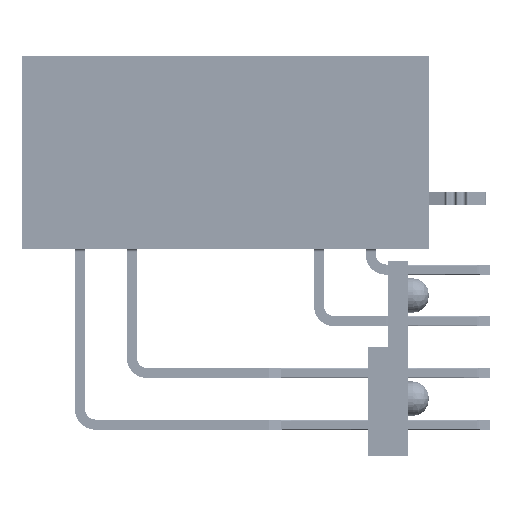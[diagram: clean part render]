
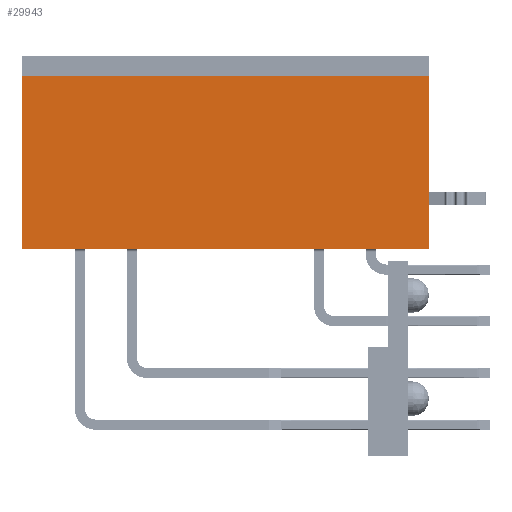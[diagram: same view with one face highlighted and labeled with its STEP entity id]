
A CAD part, left-side view. The second image highlights one B-rep face of the part: STEP entity #29943.
In plain terms, the highlighted planar face has unit normal (-1, 0, 0).
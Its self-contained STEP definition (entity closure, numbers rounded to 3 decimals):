
#21331=CARTESIAN_POINT('',(-25.85,-4.125,-1.));
#21332=VERTEX_POINT('',#21331);
#21339=CARTESIAN_POINT('',(-25.85,-4.125,-9.5));
#21340=VERTEX_POINT('',#21339);
#21341=CARTESIAN_POINT('',(-25.85,-4.125,-1.));
#21342=DIRECTION('',(0.,0.,-1.));
#21343=VECTOR('',#21342,8.5);
#21344=LINE('',#21341,#21343);
#21345=EDGE_CURVE('',#21332,#21340,#21344,.T.);
#22183=CARTESIAN_POINT('',(-25.85,15.875,-9.5));
#22184=VERTEX_POINT('',#22183);
#22191=CARTESIAN_POINT('',(-25.85,15.875,-1.));
#22192=VERTEX_POINT('',#22191);
#22193=CARTESIAN_POINT('',(-25.85,15.875,-9.5));
#22194=DIRECTION('',(0.,0.,1.));
#22195=VECTOR('',#22194,8.5);
#22196=LINE('',#22193,#22195);
#22197=EDGE_CURVE('',#22184,#22192,#22196,.T.);
#29922=CARTESIAN_POINT('',(-25.85,5.875,-4.75));
#29923=DIRECTION('',(0.,-1.,0.));
#29924=DIRECTION('',(-1.,0.,0.));
#29925=AXIS2_PLACEMENT_3D('',#29922,#29924,#29923);
#29926=PLANE('',#29925);
#29927=CARTESIAN_POINT('',(-25.85,-4.125,-9.5));
#29928=DIRECTION('',(0.,1.,0.));
#29929=VECTOR('',#29928,20.);
#29930=LINE('',#29927,#29929);
#29931=EDGE_CURVE('',#21340,#22184,#29930,.T.);
#29932=ORIENTED_EDGE('',*,*,#29931,.F.);
#29933=ORIENTED_EDGE('',*,*,#21345,.F.);
#29934=CARTESIAN_POINT('',(-25.85,-4.125,-1.));
#29935=DIRECTION('',(0.,1.,0.));
#29936=VECTOR('',#29935,20.);
#29937=LINE('',#29934,#29936);
#29938=EDGE_CURVE('',#21332,#22192,#29937,.T.);
#29939=ORIENTED_EDGE('',*,*,#29938,.T.);
#29940=ORIENTED_EDGE('',*,*,#22197,.F.);
#29941=EDGE_LOOP('',(#29932,#29933,#29939,#29940));
#29942=FACE_OUTER_BOUND('',#29941,.T.);
#29943=ADVANCED_FACE('',(#29942),#29926,.T.);
